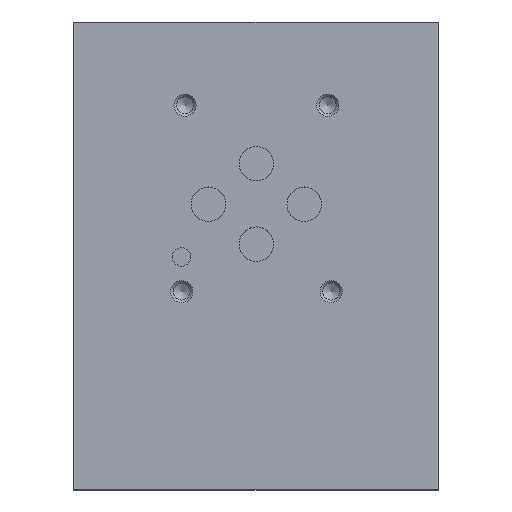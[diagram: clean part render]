
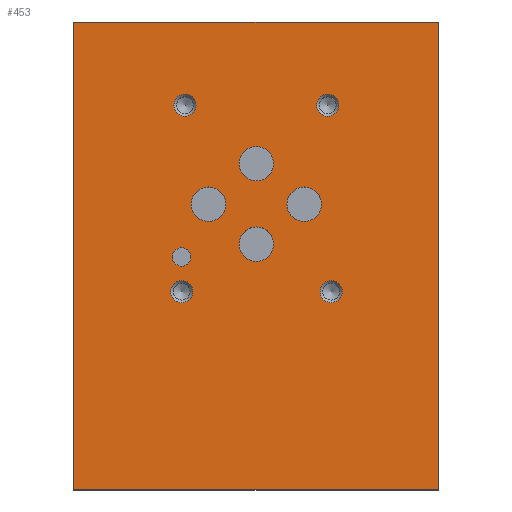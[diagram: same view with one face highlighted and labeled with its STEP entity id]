
A CAD part, top view. The second image highlights one B-rep face of the part: STEP entity #453.
In plain terms, the highlighted planar face has unit normal (0, 0, 1).
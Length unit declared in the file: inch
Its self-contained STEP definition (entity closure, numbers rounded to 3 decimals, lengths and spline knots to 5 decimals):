
#453 = ADVANCED_FACE( '', ( #1099, #1100, #1101, #1102, #1103, #1104, #1105, #1106, #1107, #1108 ), #1109, .F. );
#1099 = FACE_BOUND( '', #1968, .T. );
#1100 = FACE_BOUND( '', #1969, .T. );
#1101 = FACE_BOUND( '', #1970, .T. );
#1102 = FACE_BOUND( '', #1971, .T. );
#1103 = FACE_BOUND( '', #1972, .T. );
#1104 = FACE_BOUND( '', #1973, .T. );
#1105 = FACE_BOUND( '', #1974, .T. );
#1106 = FACE_BOUND( '', #1975, .T. );
#1107 = FACE_BOUND( '', #1976, .T. );
#1108 = FACE_OUTER_BOUND( '', #1977, .T. );
#1109 = PLANE( '', #1978 );
#1968 = EDGE_LOOP( '', ( #3227 ) );
#1969 = EDGE_LOOP( '', ( #3228 ) );
#1970 = EDGE_LOOP( '', ( #3229 ) );
#1971 = EDGE_LOOP( '', ( #3230 ) );
#1972 = EDGE_LOOP( '', ( #3231 ) );
#1973 = EDGE_LOOP( '', ( #3232 ) );
#1974 = EDGE_LOOP( '', ( #3233 ) );
#1975 = EDGE_LOOP( '', ( #3234 ) );
#1976 = EDGE_LOOP( '', ( #3235 ) );
#1977 = EDGE_LOOP( '', ( #3236, #3237, #3238, #3239 ) );
#1978 = AXIS2_PLACEMENT_3D( '', #3240, #3241, #3242 );
#3227 = ORIENTED_EDGE( '', *, *, #4821, .F. );
#3228 = ORIENTED_EDGE( '', *, *, #4771, .F. );
#3229 = ORIENTED_EDGE( '', *, *, #4823, .F. );
#3230 = ORIENTED_EDGE( '', *, *, #5073, .F. );
#3231 = ORIENTED_EDGE( '', *, *, #4988, .F. );
#3232 = ORIENTED_EDGE( '', *, *, #5074, .F. );
#3233 = ORIENTED_EDGE( '', *, *, #4748, .F. );
#3234 = ORIENTED_EDGE( '', *, *, #5075, .F. );
#3235 = ORIENTED_EDGE( '', *, *, #5076, .F. );
#3236 = ORIENTED_EDGE( '', *, *, #4819, .T. );
#3237 = ORIENTED_EDGE( '', *, *, #5077, .F. );
#3238 = ORIENTED_EDGE( '', *, *, #5078, .F. );
#3239 = ORIENTED_EDGE( '', *, *, #5079, .T. );
#3240 = CARTESIAN_POINT( '', ( 3.125, 4., 4. ) );
#3241 = DIRECTION( '', ( 0., 0., -1. ) );
#3242 = DIRECTION( '', ( -1., 0., 0. ) );
#4748 = EDGE_CURVE( '', #5617, #5617, #5618, .T. );
#4771 = EDGE_CURVE( '', #5655, #5655, #5656, .T. );
#4819 = EDGE_CURVE( '', #5738, #5742, #5744, .T. );
#4821 = EDGE_CURVE( '', #5746, #5746, #5747, .T. );
#4823 = EDGE_CURVE( '', #5749, #5749, #5750, .T. );
#4988 = EDGE_CURVE( '', #6026, #6026, #6027, .T. );
#5073 = EDGE_CURVE( '', #6156, #6156, #6157, .T. );
#5074 = EDGE_CURVE( '', #6158, #6158, #6159, .T. );
#5075 = EDGE_CURVE( '', #6160, #6160, #6161, .T. );
#5076 = EDGE_CURVE( '', #6162, #6162, #6163, .T. );
#5077 = EDGE_CURVE( '', #6164, #5742, #6165, .T. );
#5078 = EDGE_CURVE( '', #6166, #6164, #6167, .T. );
#5079 = EDGE_CURVE( '', #6166, #5738, #6168, .T. );
#5617 = VERTEX_POINT( '', #6864 );
#5618 = CIRCLE( '', #6865, 0.1475 );
#5655 = VERTEX_POINT( '', #6914 );
#5656 = CIRCLE( '', #6915, 0.095 );
#5738 = VERTEX_POINT( '', #7025 );
#5742 = VERTEX_POINT( '', #7031 );
#5744 = LINE( '', #7034, #7035 );
#5746 = VERTEX_POINT( '', #7037 );
#5747 = CIRCLE( '', #7038, 0.095 );
#5749 = VERTEX_POINT( '', #7040 );
#5750 = CIRCLE( '', #7041, 0.095 );
#6026 = VERTEX_POINT( '', #7412 );
#6027 = CIRCLE( '', #7413, 0.079 );
#6156 = VERTEX_POINT( '', #7589 );
#6157 = CIRCLE( '', #7590, 0.095 );
#6158 = VERTEX_POINT( '', #7591 );
#6159 = CIRCLE( '', #7592, 0.1475 );
#6160 = VERTEX_POINT( '', #7593 );
#6161 = CIRCLE( '', #7594, 0.1475 );
#6162 = VERTEX_POINT( '', #7595 );
#6163 = CIRCLE( '', #7596, 0.1475 );
#6164 = VERTEX_POINT( '', #7597 );
#6165 = LINE( '', #7598, #7599 );
#6166 = VERTEX_POINT( '', #7600 );
#6167 = LINE( '', #7601, #7602 );
#6168 = LINE( '', #7603, #7604 );
#6864 = CARTESIAN_POINT( '', ( 1.7135, 2.787, 4. ) );
#6865 = AXIS2_PLACEMENT_3D( '', #8420, #8421, #8422 );
#6914 = CARTESIAN_POINT( '', ( 1.021, 1.692, 4. ) );
#6915 = AXIS2_PLACEMENT_3D( '', #8447, #8448, #8449 );
#7025 = CARTESIAN_POINT( '', ( 0., 4., 4. ) );
#7031 = CARTESIAN_POINT( '', ( 0., 0., 4. ) );
#7034 = CARTESIAN_POINT( '', ( 0., 4., 4. ) );
#7035 = VECTOR( '', #8514, 39.37008 );
#7037 = CARTESIAN_POINT( '', ( 1.05, 3.287, 4. ) );
#7038 = AXIS2_PLACEMENT_3D( '', #8515, #8516, #8517 );
#7040 = CARTESIAN_POINT( '', ( 2.301, 1.692, 4. ) );
#7041 = AXIS2_PLACEMENT_3D( '', #8518, #8519, #8520 );
#7412 = CARTESIAN_POINT( '', ( 1.005, 1.988, 4. ) );
#7413 = AXIS2_PLACEMENT_3D( '', #8709, #8710, #8711 );
#7589 = CARTESIAN_POINT( '', ( 2.271, 3.287, 4. ) );
#7590 = AXIS2_PLACEMENT_3D( '', #8795, #8796, #8797 );
#7591 = CARTESIAN_POINT( '', ( 1.7135, 2.098, 4. ) );
#7592 = AXIS2_PLACEMENT_3D( '', #8798, #8799, #8800 );
#7593 = CARTESIAN_POINT( '', ( 2.1225, 2.44, 4. ) );
#7594 = AXIS2_PLACEMENT_3D( '', #8801, #8802, #8803 );
#7595 = CARTESIAN_POINT( '', ( 1.3035, 2.44, 4. ) );
#7596 = AXIS2_PLACEMENT_3D( '', #8804, #8805, #8806 );
#7597 = CARTESIAN_POINT( '', ( 3.125, 0., 4. ) );
#7598 = CARTESIAN_POINT( '', ( 3.125, 0., 4. ) );
#7599 = VECTOR( '', #8807, 39.37008 );
#7600 = CARTESIAN_POINT( '', ( 3.125, 4., 4. ) );
#7601 = CARTESIAN_POINT( '', ( 3.125, 4., 4. ) );
#7602 = VECTOR( '', #8808, 39.37008 );
#7603 = CARTESIAN_POINT( '', ( 3.125, 4., 4. ) );
#7604 = VECTOR( '', #8809, 39.37008 );
#8420 = CARTESIAN_POINT( '', ( 1.566, 2.787, 4. ) );
#8421 = DIRECTION( '', ( 0., 0., 1. ) );
#8422 = DIRECTION( '', ( 1., 0., 0. ) );
#8447 = CARTESIAN_POINT( '', ( 0.926, 1.692, 4. ) );
#8448 = DIRECTION( '', ( 0., 0., 1. ) );
#8449 = DIRECTION( '', ( 1., 0., 0. ) );
#8514 = DIRECTION( '', ( 0., -1., 0. ) );
#8515 = CARTESIAN_POINT( '', ( 0.955, 3.287, 4. ) );
#8516 = DIRECTION( '', ( 0., 0., 1. ) );
#8517 = DIRECTION( '', ( 1., 0., 0. ) );
#8518 = CARTESIAN_POINT( '', ( 2.206, 1.692, 4. ) );
#8519 = DIRECTION( '', ( 0., 0., 1. ) );
#8520 = DIRECTION( '', ( 1., 0., 0. ) );
#8709 = CARTESIAN_POINT( '', ( 0.926, 1.988, 4. ) );
#8710 = DIRECTION( '', ( 0., 0., 1. ) );
#8711 = DIRECTION( '', ( 1., 0., 0. ) );
#8795 = CARTESIAN_POINT( '', ( 2.176, 3.287, 4. ) );
#8796 = DIRECTION( '', ( 0., 0., 1. ) );
#8797 = DIRECTION( '', ( 1., 0., 0. ) );
#8798 = CARTESIAN_POINT( '', ( 1.566, 2.098, 4. ) );
#8799 = DIRECTION( '', ( 0., 0., 1. ) );
#8800 = DIRECTION( '', ( 1., 0., 0. ) );
#8801 = CARTESIAN_POINT( '', ( 1.975, 2.44, 4. ) );
#8802 = DIRECTION( '', ( 0., 0., 1. ) );
#8803 = DIRECTION( '', ( 1., 0., 0. ) );
#8804 = CARTESIAN_POINT( '', ( 1.156, 2.44, 4. ) );
#8805 = DIRECTION( '', ( 0., 0., 1. ) );
#8806 = DIRECTION( '', ( 1., 0., 0. ) );
#8807 = DIRECTION( '', ( -1., 0., 0. ) );
#8808 = DIRECTION( '', ( 0., -1., 0. ) );
#8809 = DIRECTION( '', ( -1., 0., 0. ) );
